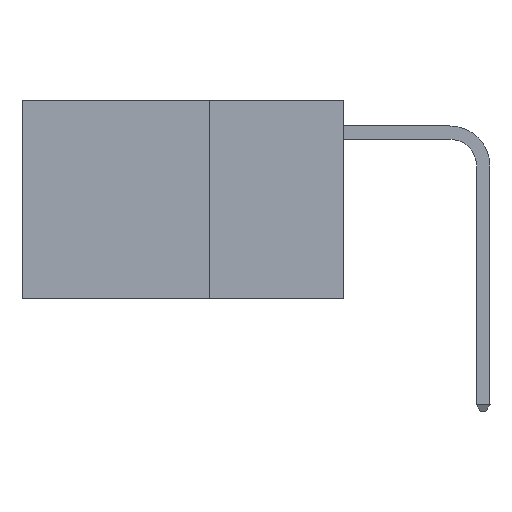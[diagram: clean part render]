
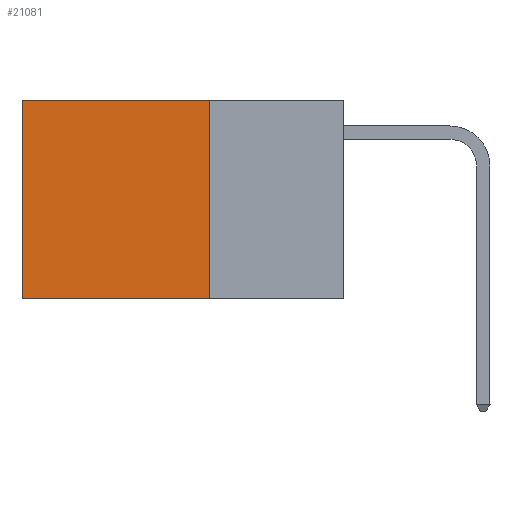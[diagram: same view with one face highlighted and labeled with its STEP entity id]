
A CAD part, left-side view. The second image highlights one B-rep face of the part: STEP entity #21081.
In plain terms, the highlighted planar face has unit normal (-1, 0, 0).
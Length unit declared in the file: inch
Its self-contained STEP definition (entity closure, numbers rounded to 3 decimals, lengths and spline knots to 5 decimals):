
#598 = CARTESIAN_POINT ( 'NONE',  ( 0.2625, 0.6, 0. ) ) ;
#1395 = ORIENTED_EDGE ( 'NONE', *, *, #9704, .F. ) ;
#1907 = VECTOR ( 'NONE', #29764, 39.37008 ) ;
#3594 = ORIENTED_EDGE ( 'NONE', *, *, #22644, .T. ) ;
#3808 = CARTESIAN_POINT ( 'NONE',  ( 0.2625, 0.25, 0. ) ) ;
#6185 = FACE_OUTER_BOUND ( 'NONE', #15309, .T. ) ;
#6300 = VERTEX_POINT ( 'NONE', #12332 ) ;
#7636 = CARTESIAN_POINT ( 'NONE',  ( 0.2625, 0.6, 0. ) ) ;
#7954 = VERTEX_POINT ( 'NONE', #21315 ) ;
#9698 = DIRECTION ( 'NONE',  ( 0., 1., 0. ) ) ;
#9704 = EDGE_CURVE ( 'NONE', #10662, #7954, #17087, .T. ) ;
#10102 = LINE ( 'NONE', #598, #15697 ) ;
#10662 = VERTEX_POINT ( 'NONE', #23978 ) ;
#11073 = DIRECTION ( 'NONE',  ( 0., 0., -1. ) ) ;
#11812 = VECTOR ( 'NONE', #9698, 39.37008 ) ;
#12332 = CARTESIAN_POINT ( 'NONE',  ( 0.2625, 0.25, 0. ) ) ;
#13749 = VERTEX_POINT ( 'NONE', #7636 ) ;
#14427 = CARTESIAN_POINT ( 'NONE',  ( 0.2625, 0.25, -0.37 ) ) ;
#14686 = DIRECTION ( 'NONE',  ( 0., 0., -1. ) ) ;
#15309 = EDGE_LOOP ( 'NONE', ( #3594, #1395, #18563, #26042 ) ) ;
#15624 = LINE ( 'NONE', #23331, #16017 ) ;
#15697 = VECTOR ( 'NONE', #14686, 39.37008 ) ;
#16017 = VECTOR ( 'NONE', #20655, 39.37008 ) ;
#17087 = LINE ( 'NONE', #14427, #11812 ) ;
#17259 = EDGE_CURVE ( 'NONE', #6300, #10662, #15624, .T. ) ;
#17590 = CARTESIAN_POINT ( 'NONE',  ( 0.2625, 0.25, 0. ) ) ;
#18563 = ORIENTED_EDGE ( 'NONE', *, *, #17259, .F. ) ;
#19381 = EDGE_CURVE ( 'NONE', #6300, #13749, #19964, .T. ) ;
#19964 = LINE ( 'NONE', #17590, #1907 ) ;
#20655 = DIRECTION ( 'NONE',  ( 0., 0., -1. ) ) ;
#21081 = ADVANCED_FACE ( 'NONE', ( #6185 ), #25446, .F. ) ;
#21315 = CARTESIAN_POINT ( 'NONE',  ( 0.2625, 0.6, -0.37 ) ) ;
#22644 = EDGE_CURVE ( 'NONE', #13749, #7954, #10102, .T. ) ;
#23062 = DIRECTION ( 'NONE',  ( 1., 0., 0. ) ) ;
#23331 = CARTESIAN_POINT ( 'NONE',  ( 0.2625, 0.25, 0. ) ) ;
#23671 = AXIS2_PLACEMENT_3D ( 'NONE', #3808, #23062, #11073 ) ;
#23978 = CARTESIAN_POINT ( 'NONE',  ( 0.2625, 0.25, -0.37 ) ) ;
#25446 = PLANE ( 'NONE',  #23671 ) ;
#26042 = ORIENTED_EDGE ( 'NONE', *, *, #19381, .T. ) ;
#29764 = DIRECTION ( 'NONE',  ( 0., 1., 0. ) ) ;
